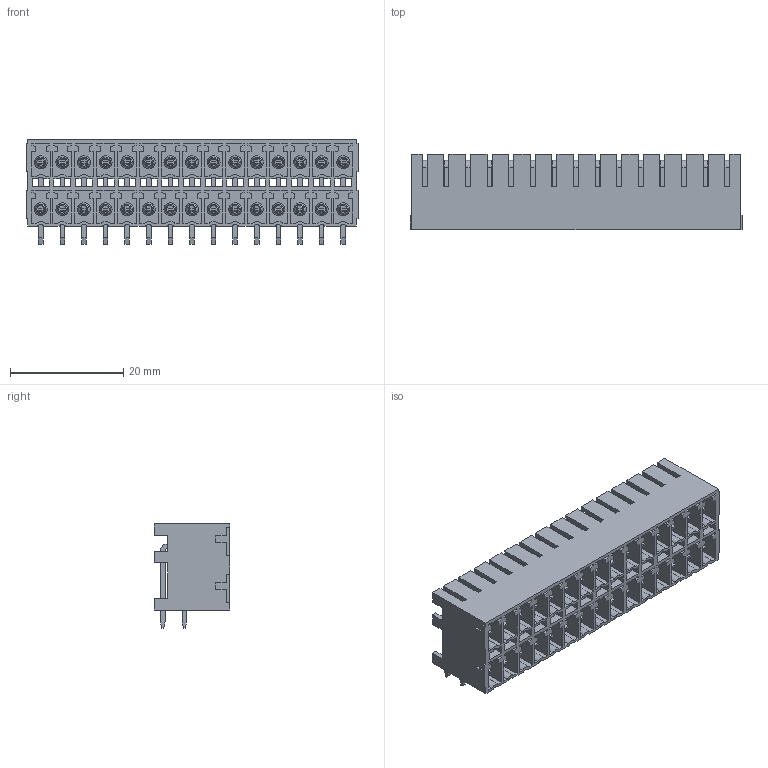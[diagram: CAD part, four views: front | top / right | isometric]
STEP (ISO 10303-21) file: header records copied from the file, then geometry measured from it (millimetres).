
FILE_DESCRIPTION(('CATIA V5 STEP Exchange','CAx-IF Rec.Pracs.--- Model Styling and Organization---1.2---2011-12-15'),'2;1');
FILE_NAME ('D1447471_0_1039090000_1039090000.stp','2018-10-04T09:59:08+00:00',('none'),('Weidmueller'),'CATIA Version 5-6 Release 2014','CATIA V5 STEP AP214','none');
FILE_SCHEMA(('AUTOMOTIVE_DESIGN { 1 0 10303 214 1 1 1 1 }'));
Products named in the file (1): 1039090000
Bounding box: 58.54 x 13.3 x 18.4 mm (x, y, z)
Volume: 4292.2 mm3; surface area: 13269.9 mm2
Topology: 31 solids, 31 shells, 2071 faces, 5772 edges, 3808 vertices
Faces by surface type: plane 1666, cylinder 225, torus 120, cone 60
Entity records: 58265 total; most frequent: ORIENTED_EDGE 11544, CARTESIAN_POINT 10518, DIRECTION 7121, EDGE_CURVE 5772, VECTOR 4962, LINE 4962, VERTEX_POINT 3808, EDGE_LOOP 2206
